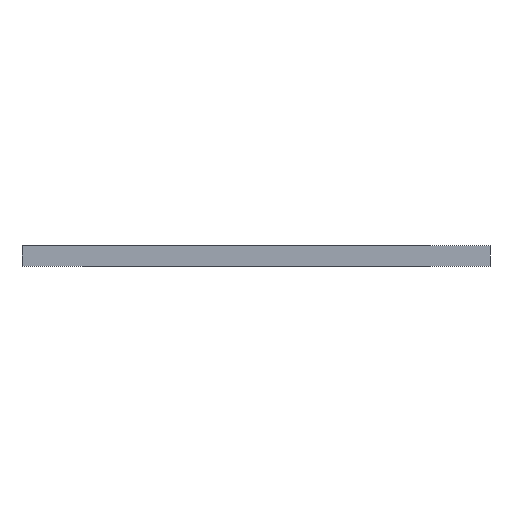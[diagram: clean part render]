
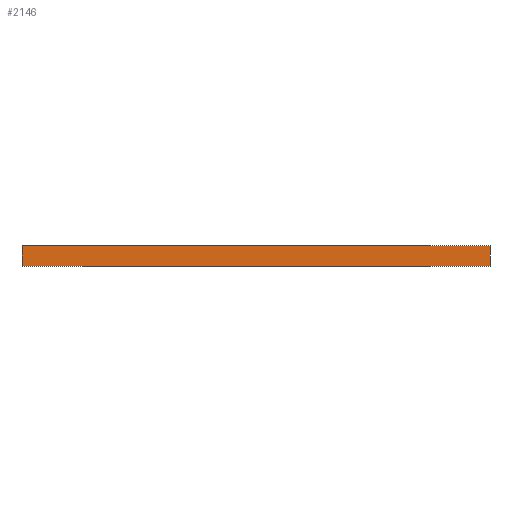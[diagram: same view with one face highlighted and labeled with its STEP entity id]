
A CAD part, front view. The second image highlights one B-rep face of the part: STEP entity #2146.
In plain terms, the highlighted planar face has unit normal (0, -1, 0).
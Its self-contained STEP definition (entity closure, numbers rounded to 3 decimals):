
#37 = PLANE ( 'NONE',  #304 ) ;
#91 = ORIENTED_EDGE ( 'NONE', *, *, #224, .T. ) ;
#153 = LINE ( 'NONE', #2243, #2020 ) ;
#217 = EDGE_LOOP ( 'NONE', ( #466, #2821, #580, #91 ) ) ;
#224 = EDGE_CURVE ( 'NONE', #1078, #1220, #153, .T. ) ;
#261 = LINE ( 'NONE', #2808, #1460 ) ;
#304 = AXIS2_PLACEMENT_3D ( 'NONE', #1613, #2070, #713 ) ;
#402 = EDGE_CURVE ( 'NONE', #1220, #1506, #723, .T. ) ;
#466 = ORIENTED_EDGE ( 'NONE', *, *, #402, .T. ) ;
#580 = ORIENTED_EDGE ( 'NONE', *, *, #2632, .F. ) ;
#707 = DIRECTION ( 'NONE',  ( 1., 0., 0. ) ) ;
#713 = DIRECTION ( 'NONE',  ( -1., 0., 0. ) ) ;
#723 = LINE ( 'NONE', #727, #1536 ) ;
#727 = CARTESIAN_POINT ( 'NONE',  ( 15., -22.5, -0.65 ) ) ;
#1024 = CARTESIAN_POINT ( 'NONE',  ( 15., -22.5, 0.65 ) ) ;
#1027 = CARTESIAN_POINT ( 'NONE',  ( 15., -22.5, -0.65 ) ) ;
#1031 = VERTEX_POINT ( 'NONE', #1798 ) ;
#1078 = VERTEX_POINT ( 'NONE', #1123 ) ;
#1123 = CARTESIAN_POINT ( 'NONE',  ( -15., -22.5, 0.65 ) ) ;
#1220 = VERTEX_POINT ( 'NONE', #2055 ) ;
#1228 = DIRECTION ( 'NONE',  ( 0., 0., -1. ) ) ;
#1292 = FACE_OUTER_BOUND ( 'NONE', #217, .T. ) ;
#1310 = DIRECTION ( 'NONE',  ( 0., 0., -1. ) ) ;
#1426 = EDGE_CURVE ( 'NONE', #1031, #1506, #261, .T. ) ;
#1460 = VECTOR ( 'NONE', #1228, 1000. ) ;
#1506 = VERTEX_POINT ( 'NONE', #1027 ) ;
#1536 = VECTOR ( 'NONE', #707, 1000. ) ;
#1613 = CARTESIAN_POINT ( 'NONE',  ( 15., -22.5, 0.65 ) ) ;
#1798 = CARTESIAN_POINT ( 'NONE',  ( 15., -22.5, 0.65 ) ) ;
#1977 = LINE ( 'NONE', #1024, #2037 ) ;
#2020 = VECTOR ( 'NONE', #1310, 1000. ) ;
#2037 = VECTOR ( 'NONE', #2609, 1000. ) ;
#2055 = CARTESIAN_POINT ( 'NONE',  ( -15., -22.5, -0.65 ) ) ;
#2070 = DIRECTION ( 'NONE',  ( 0., 1., 0. ) ) ;
#2146 = ADVANCED_FACE ( 'NONE', ( #1292 ), #37, .F. ) ;
#2243 = CARTESIAN_POINT ( 'NONE',  ( -15., -22.5, 0.65 ) ) ;
#2609 = DIRECTION ( 'NONE',  ( 1., 0., 0. ) ) ;
#2632 = EDGE_CURVE ( 'NONE', #1078, #1031, #1977, .T. ) ;
#2808 = CARTESIAN_POINT ( 'NONE',  ( 15., -22.5, 0.65 ) ) ;
#2821 = ORIENTED_EDGE ( 'NONE', *, *, #1426, .F. ) ;
